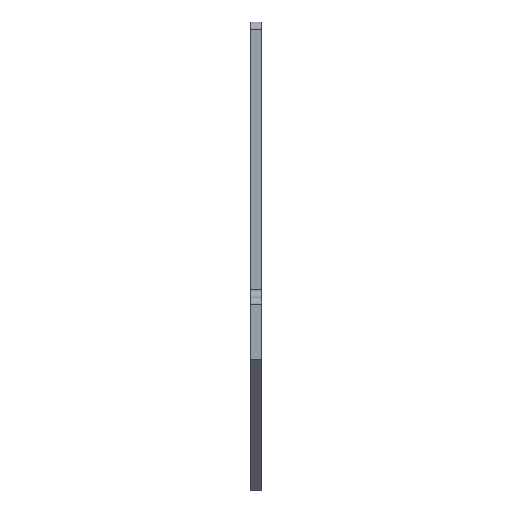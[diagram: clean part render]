
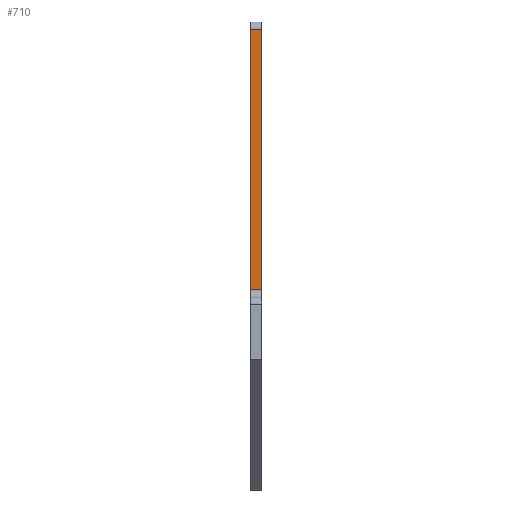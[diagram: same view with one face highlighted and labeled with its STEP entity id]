
A CAD part, left-side view. The second image highlights one B-rep face of the part: STEP entity #710.
In plain terms, the highlighted planar face has unit normal (-1, 0, 0).
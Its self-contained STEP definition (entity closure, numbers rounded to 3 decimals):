
#52=PLANE('',#792);
#68=FACE_OUTER_BOUND('',#120,.T.);
#120=EDGE_LOOP('',(#539,#540,#541,#542));
#170=LINE('',#1080,#223);
#184=LINE('',#1150,#237);
#185=LINE('',#1154,#238);
#186=LINE('',#1155,#239);
#223=VECTOR('',#860,10.);
#237=VECTOR('',#926,10.);
#238=VECTOR('',#931,10.);
#239=VECTOR('',#932,10.);
#326=VERTEX_POINT('',#1077);
#327=VERTEX_POINT('',#1079);
#357=VERTEX_POINT('',#1149);
#358=VERTEX_POINT('',#1153);
#393=EDGE_CURVE('',#327,#326,#170,.T.);
#428=EDGE_CURVE('',#327,#357,#184,.T.);
#430=EDGE_CURVE('',#358,#326,#185,.T.);
#431=EDGE_CURVE('',#357,#358,#186,.T.);
#539=ORIENTED_EDGE('',*,*,#428,.F.);
#540=ORIENTED_EDGE('',*,*,#393,.T.);
#541=ORIENTED_EDGE('',*,*,#430,.F.);
#542=ORIENTED_EDGE('',*,*,#431,.F.);
#710=ADVANCED_FACE('',(#68),#52,.T.);
#792=AXIS2_PLACEMENT_3D('',#1152,#929,#930);
#860=DIRECTION('',(0.,0.,1.));
#926=DIRECTION('',(0.,1.,0.));
#929=DIRECTION('center_axis',(-1.,0.,0.));
#930=DIRECTION('ref_axis',(0.,0.,1.));
#931=DIRECTION('',(0.,-1.,0.));
#932=DIRECTION('',(0.,0.,1.));
#1077=CARTESIAN_POINT('',(0.,0.,-2.));
#1079=CARTESIAN_POINT('',(0.,0.,-72.645));
#1080=CARTESIAN_POINT('',(0.,0.,-112.));
#1149=CARTESIAN_POINT('',(0.,3.,-72.645));
#1150=CARTESIAN_POINT('',(0.,0.,-72.645));
#1152=CARTESIAN_POINT('Origin',(0.,0.,-74.645));
#1153=CARTESIAN_POINT('',(0.,3.,-2.));
#1154=CARTESIAN_POINT('',(0.,0.,-2.));
#1155=CARTESIAN_POINT('',(0.,3.,-112.));
